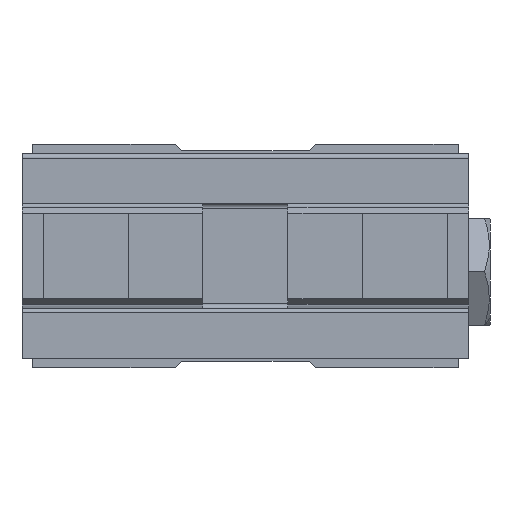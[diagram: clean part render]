
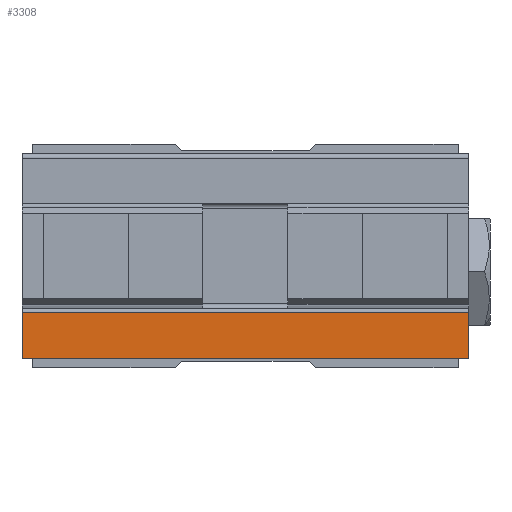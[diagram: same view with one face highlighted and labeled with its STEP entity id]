
A CAD part, left-side view. The second image highlights one B-rep face of the part: STEP entity #3308.
In plain terms, the highlighted planar face has unit normal (-1, 0, 0).
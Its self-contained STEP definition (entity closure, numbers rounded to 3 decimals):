
#190 = LINE ( 'NONE', #3823, #5226 ) ;
#318 = VERTEX_POINT ( 'NONE', #4105 ) ;
#491 = VECTOR ( 'NONE', #2108, 1000. ) ;
#515 = PLANE ( 'NONE',  #3006 ) ;
#661 = FACE_OUTER_BOUND ( 'NONE', #2471, .T. ) ;
#663 = ORIENTED_EDGE ( 'NONE', *, *, #5281, .T. ) ;
#879 = VERTEX_POINT ( 'NONE', #2174 ) ;
#1019 = DIRECTION ( 'NONE',  ( 0., 0., -1. ) ) ;
#1340 = ORIENTED_EDGE ( 'NONE', *, *, #5045, .F. ) ;
#1341 = DIRECTION ( 'NONE',  ( 0., -1., 0. ) ) ;
#1365 = DIRECTION ( 'NONE',  ( 0., 0., 1. ) ) ;
#1386 = CARTESIAN_POINT ( 'NONE',  ( -38.8, 10.5, -4.8 ) ) ;
#1509 = CARTESIAN_POINT ( 'NONE',  ( -38.8, 10.5, -4.8 ) ) ;
#1801 = VECTOR ( 'NONE', #1365, 1000. ) ;
#1853 = CARTESIAN_POINT ( 'NONE',  ( -38.8, 10.5, -4.8 ) ) ;
#1939 = ORIENTED_EDGE ( 'NONE', *, *, #5008, .F. ) ;
#1949 = VERTEX_POINT ( 'NONE', #3649 ) ;
#2100 = EDGE_CURVE ( 'NONE', #5924, #318, #6163, .T. ) ;
#2108 = DIRECTION ( 'NONE',  ( 0., 0., 1. ) ) ;
#2174 = CARTESIAN_POINT ( 'NONE',  ( -38.8, 10.5, -2.65 ) ) ;
#2375 = DIRECTION ( 'NONE',  ( 0., -1., 0. ) ) ;
#2471 = EDGE_LOOP ( 'NONE', ( #663, #1340, #1939, #3451 ) ) ;
#3006 = AXIS2_PLACEMENT_3D ( 'NONE', #4903, #3944, #1019 ) ;
#3249 = LINE ( 'NONE', #5522, #491 ) ;
#3308 = ADVANCED_FACE ( 'NONE', ( #661 ), #515, .F. ) ;
#3451 = ORIENTED_EDGE ( 'NONE', *, *, #2100, .T. ) ;
#3566 = VECTOR ( 'NONE', #1341, 1000. ) ;
#3649 = CARTESIAN_POINT ( 'NONE',  ( -38.8, -10.5, -2.65 ) ) ;
#3823 = CARTESIAN_POINT ( 'NONE',  ( -38.8, 10.5, -2.65 ) ) ;
#3944 = DIRECTION ( 'NONE',  ( 1., 0., 0. ) ) ;
#4105 = CARTESIAN_POINT ( 'NONE',  ( -38.8, -10.5, -4.8 ) ) ;
#4842 = LINE ( 'NONE', #1386, #1801 ) ;
#4903 = CARTESIAN_POINT ( 'NONE',  ( -38.8, 10.5, -4.8 ) ) ;
#5008 = EDGE_CURVE ( 'NONE', #5924, #879, #4842, .T. ) ;
#5045 = EDGE_CURVE ( 'NONE', #879, #1949, #190, .T. ) ;
#5226 = VECTOR ( 'NONE', #2375, 1000. ) ;
#5281 = EDGE_CURVE ( 'NONE', #318, #1949, #3249, .T. ) ;
#5522 = CARTESIAN_POINT ( 'NONE',  ( -38.8, -10.5, -4.8 ) ) ;
#5924 = VERTEX_POINT ( 'NONE', #1509 ) ;
#6163 = LINE ( 'NONE', #1853, #3566 ) ;
